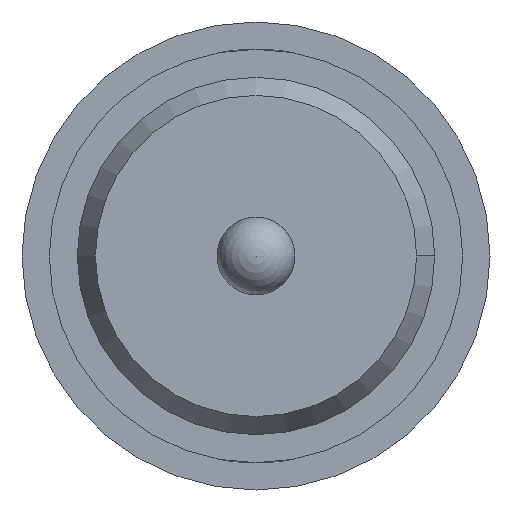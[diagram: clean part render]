
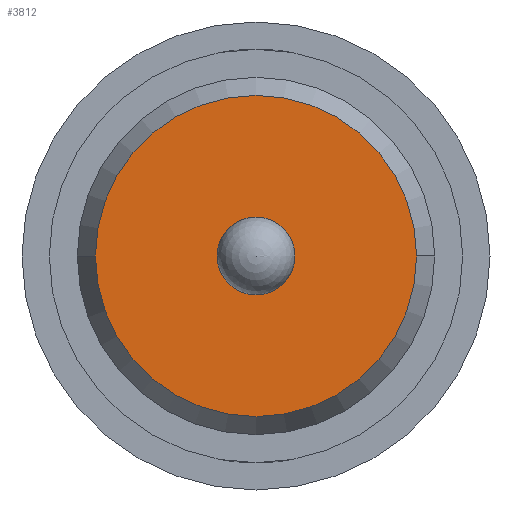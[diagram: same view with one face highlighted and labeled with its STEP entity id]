
A CAD part, front view. The second image highlights one B-rep face of the part: STEP entity #3812.
In plain terms, the highlighted planar face has unit normal (0, -1, 0).
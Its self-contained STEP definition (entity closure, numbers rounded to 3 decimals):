
#24 = DIRECTION ( 'NONE',  ( 0., -1., 0. ) ) ;
#118 = CARTESIAN_POINT ( 'NONE',  ( 0., -28.6, 0. ) ) ;
#488 = DIRECTION ( 'NONE',  ( 0., -1., 0. ) ) ;
#506 = DIRECTION ( 'NONE',  ( 0., 0., -1. ) ) ;
#645 = FACE_OUTER_BOUND ( 'NONE', #3078, .T. ) ;
#731 = CIRCLE ( 'NONE', #3358, 1.03 ) ;
#892 = AXIS2_PLACEMENT_3D ( 'NONE', #118, #2143, #1373 ) ;
#1272 = EDGE_CURVE ( 'Defeature ausgef�hrt1_22+Defeature ausgef�hrt1_24+Defeature ausgef�hrt1_24+Defeature ausgef�hrt1_24', #3777, #3586, #731, .T. ) ;
#1310 = CARTESIAN_POINT ( 'NONE',  ( 0., -28.6, 0. ) ) ;
#1373 = DIRECTION ( 'NONE',  ( 0., 0., -1. ) ) ;
#1510 = CIRCLE ( 'NONE', #3536, 1.03 ) ;
#1653 = AXIS2_PLACEMENT_3D ( 'NONE', #2959, #3389, #506 ) ;
#1799 = CIRCLE ( 'NONE', #1653, 0.25 ) ;
#1974 = ORIENTED_EDGE ( 'NONE', *, *, #4167, .T. ) ;
#2015 = ORIENTED_EDGE ( 'NONE', *, *, #2988, .T. ) ;
#2023 = AXIS2_PLACEMENT_3D ( 'NONE', #4055, #24, #2939 ) ;
#2056 = FACE_BOUND ( 'NONE', #3017, .T. ) ;
#2063 = DIRECTION ( 'NONE',  ( 0., -1., 0. ) ) ;
#2079 = DIRECTION ( 'NONE',  ( 1., 0., 0. ) ) ;
#2142 = CARTESIAN_POINT ( 'NONE',  ( 0., -28.6, 0.25 ) ) ;
#2143 = DIRECTION ( 'NONE',  ( 0., 1., 0. ) ) ;
#2629 = ORIENTED_EDGE ( 'NONE', *, *, #1272, .T. ) ;
#2927 = CARTESIAN_POINT ( 'NONE',  ( 0., -28.6, 0. ) ) ;
#2939 = DIRECTION ( 'NONE',  ( 1., 0., 0. ) ) ;
#2959 = CARTESIAN_POINT ( 'NONE',  ( 0., -28.6, 0. ) ) ;
#2988 = EDGE_CURVE ( 'Defeature ausgef�hrt1_22+Defeature ausgef�hrt1_26+Defeature ausgef�hrt1_26+Defeature ausgef�hrt1_26', #4742, #4424, #5199, .T. ) ;
#3017 = EDGE_LOOP ( 'NONE', ( #2015, #1974 ) ) ;
#3078 = EDGE_LOOP ( 'NONE', ( #2629, #3713 ) ) ;
#3319 = DIRECTION ( 'NONE',  ( 1., 0., 0. ) ) ;
#3358 = AXIS2_PLACEMENT_3D ( 'NONE', #2927, #2063, #2079 ) ;
#3389 = DIRECTION ( 'NONE',  ( 0., 1., 0. ) ) ;
#3505 = CARTESIAN_POINT ( 'NONE',  ( 0., -28.6, -0.25 ) ) ;
#3536 = AXIS2_PLACEMENT_3D ( 'NONE', #1310, #488, #3319 ) ;
#3586 = VERTEX_POINT ( 'NONE', #4678 ) ;
#3692 = PLANE ( 'NONE',  #2023 ) ;
#3713 = ORIENTED_EDGE ( 'NONE', *, *, #5089, .T. ) ;
#3777 = VERTEX_POINT ( 'NONE', #4828 ) ;
#3812 = ADVANCED_FACE ( 'Defeature ausgef�hrt1_22', ( #2056, #645 ), #3692, .T. ) ;
#4055 = CARTESIAN_POINT ( 'NONE',  ( -1.145, -28.6, 0. ) ) ;
#4167 = EDGE_CURVE ( 'Defeature ausgef�hrt1_22+Defeature ausgef�hrt1_26+Defeature ausgef�hrt1_26+Defeature ausgef�hrt1_26', #4424, #4742, #1799, .T. ) ;
#4424 = VERTEX_POINT ( 'NONE', #3505 ) ;
#4678 = CARTESIAN_POINT ( 'NONE',  ( 1.03, -28.6, 0. ) ) ;
#4742 = VERTEX_POINT ( 'NONE', #2142 ) ;
#4828 = CARTESIAN_POINT ( 'NONE',  ( -1.03, -28.6, 0. ) ) ;
#5089 = EDGE_CURVE ( 'Defeature ausgef�hrt1_22+Defeature ausgef�hrt1_24+Defeature ausgef�hrt1_24+Defeature ausgef�hrt1_24', #3586, #3777, #1510, .T. ) ;
#5199 = CIRCLE ( 'NONE', #892, 0.25 ) ;
